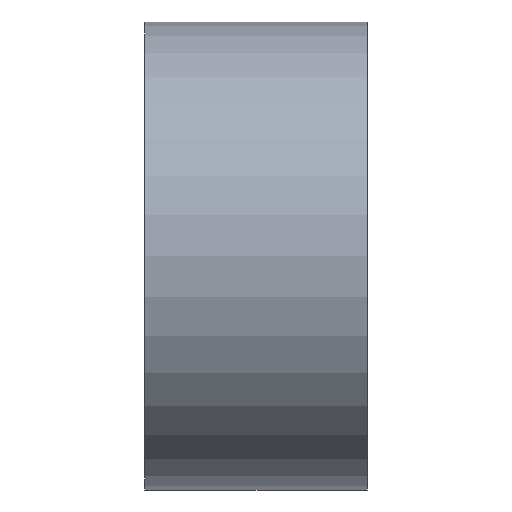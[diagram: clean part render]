
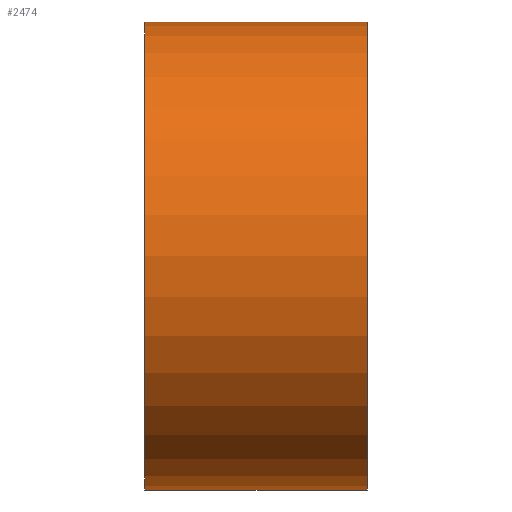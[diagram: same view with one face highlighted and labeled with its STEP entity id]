
A CAD part, front view. The second image highlights one B-rep face of the part: STEP entity #2474.
In plain terms, the highlighted cylindrical face has radius 40 mm (diameter 80 mm), a partial arc.
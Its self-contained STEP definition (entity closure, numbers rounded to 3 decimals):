
#7 = VERTEX_POINT ( 'NONE', #2174 ) ;
#123 = VECTOR ( 'NONE', #1404, 1000. ) ;
#177 = CARTESIAN_POINT ( 'NONE',  ( 19., 0., -40. ) ) ;
#306 = VECTOR ( 'NONE', #907, 1000. ) ;
#631 = DIRECTION ( 'NONE',  ( 0., 0., 1. ) ) ;
#907 = DIRECTION ( 'NONE',  ( -1., 0., 0. ) ) ;
#933 = DIRECTION ( 'NONE',  ( 0., 0., 1. ) ) ;
#1299 = ORIENTED_EDGE ( 'NONE', *, *, #4061, .F. ) ;
#1303 = CIRCLE ( 'NONE', #3693, 40. ) ;
#1404 = DIRECTION ( 'NONE',  ( -1., 0., 0. ) ) ;
#1416 = CARTESIAN_POINT ( 'NONE',  ( -19., 0., 0. ) ) ;
#1626 = LINE ( 'NONE', #4195, #306 ) ;
#1647 = CARTESIAN_POINT ( 'NONE',  ( 0., 0., -40. ) ) ;
#1876 = CARTESIAN_POINT ( 'NONE',  ( -19., 0., -40. ) ) ;
#2026 = DIRECTION ( 'NONE',  ( -1., 0., 0. ) ) ;
#2062 = FACE_OUTER_BOUND ( 'NONE', #2643, .T. ) ;
#2136 = DIRECTION ( 'NONE',  ( -1., 0., 0. ) ) ;
#2164 = DIRECTION ( 'NONE',  ( 0., 0., 1. ) ) ;
#2174 = CARTESIAN_POINT ( 'NONE',  ( -19., 0., 40. ) ) ;
#2381 = AXIS2_PLACEMENT_3D ( 'NONE', #1416, #2136, #2164 ) ;
#2402 = CARTESIAN_POINT ( 'NONE',  ( 19., 0., 0. ) ) ;
#2474 = ADVANCED_FACE ( 'NONE', ( #2062 ), #4230, .T. ) ;
#2643 = EDGE_LOOP ( 'NONE', ( #2747, #3457, #3147, #1299 ) ) ;
#2727 = VERTEX_POINT ( 'NONE', #1876 ) ;
#2747 = ORIENTED_EDGE ( 'NONE', *, *, #3007, .F. ) ;
#2800 = CARTESIAN_POINT ( 'NONE',  ( 0., 0., 0. ) ) ;
#3007 = EDGE_CURVE ( 'NONE', #3324, #2727, #4596, .T. ) ;
#3147 = ORIENTED_EDGE ( 'NONE', *, *, #4614, .T. ) ;
#3241 = CARTESIAN_POINT ( 'NONE',  ( 19., 0., 40. ) ) ;
#3324 = VERTEX_POINT ( 'NONE', #177 ) ;
#3457 = ORIENTED_EDGE ( 'NONE', *, *, #4401, .T. ) ;
#3516 = DIRECTION ( 'NONE',  ( -1., 0., 0. ) ) ;
#3693 = AXIS2_PLACEMENT_3D ( 'NONE', #2402, #2026, #933 ) ;
#4061 = EDGE_CURVE ( 'NONE', #2727, #7, #4411, .T. ) ;
#4113 = VERTEX_POINT ( 'NONE', #3241 ) ;
#4195 = CARTESIAN_POINT ( 'NONE',  ( 0., 0., 40. ) ) ;
#4230 = CYLINDRICAL_SURFACE ( 'NONE', #4576, 40. ) ;
#4401 = EDGE_CURVE ( 'NONE', #3324, #4113, #1303, .T. ) ;
#4411 = CIRCLE ( 'NONE', #2381, 40. ) ;
#4576 = AXIS2_PLACEMENT_3D ( 'NONE', #2800, #3516, #631 ) ;
#4596 = LINE ( 'NONE', #1647, #123 ) ;
#4614 = EDGE_CURVE ( 'NONE', #4113, #7, #1626, .T. ) ;
